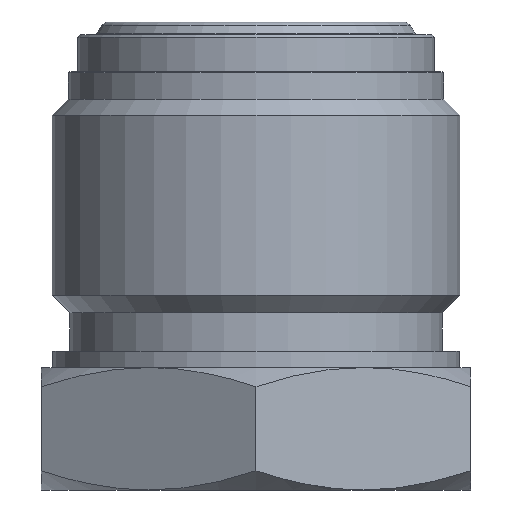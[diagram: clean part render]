
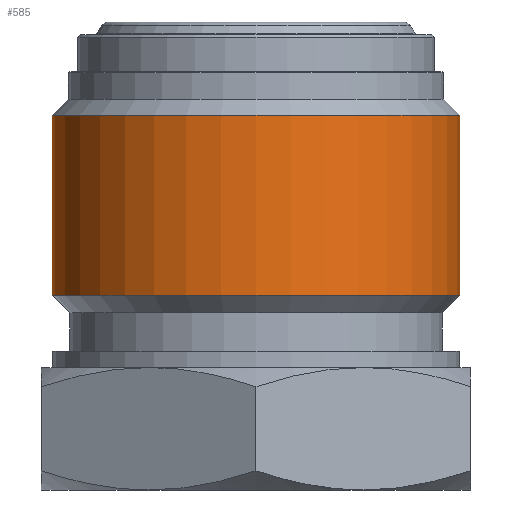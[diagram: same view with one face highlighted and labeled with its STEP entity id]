
A CAD part, front view. The second image highlights one B-rep face of the part: STEP entity #585.
In plain terms, the highlighted cylindrical face has radius 15.8 mm (diameter 31.6 mm), a full revolution.
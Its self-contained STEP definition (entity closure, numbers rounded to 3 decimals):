
#61=CYLINDRICAL_SURFACE('',#688,15.8);
#94=FACE_OUTER_BOUND('',#135,.T.);
#135=EDGE_LOOP('',(#489,#490,#491,#492,#493,#494));
#159=LINE('',#1094,#177);
#177=VECTOR('',#859,15.8);
#192=CIRCLE('',#634,15.8);
#195=CIRCLE('',#637,15.8);
#202=CIRCLE('',#651,15.8);
#203=CIRCLE('',#652,15.8);
#236=VERTEX_POINT('',#918);
#237=VERTEX_POINT('',#919);
#252=VERTEX_POINT('',#988);
#253=VERTEX_POINT('',#990);
#293=EDGE_CURVE('',#236,#237,#192,.T.);
#297=EDGE_CURVE('',#237,#236,#195,.T.);
#317=EDGE_CURVE('',#253,#252,#202,.T.);
#318=EDGE_CURVE('',#252,#253,#203,.T.);
#357=EDGE_CURVE('',#253,#237,#159,.T.);
#489=ORIENTED_EDGE('',*,*,#317,.T.);
#490=ORIENTED_EDGE('',*,*,#318,.T.);
#491=ORIENTED_EDGE('',*,*,#357,.T.);
#492=ORIENTED_EDGE('',*,*,#297,.T.);
#493=ORIENTED_EDGE('',*,*,#293,.T.);
#494=ORIENTED_EDGE('',*,*,#357,.F.);
#585=ADVANCED_FACE('',(#94),#61,.T.);
#634=AXIS2_PLACEMENT_3D('',#920,#740,#741);
#637=AXIS2_PLACEMENT_3D('',#926,#747,#748);
#651=AXIS2_PLACEMENT_3D('',#991,#776,#777);
#652=AXIS2_PLACEMENT_3D('',#992,#778,#779);
#688=AXIS2_PLACEMENT_3D('',#1093,#857,#858);
#740=DIRECTION('center_axis',(0.,0.,1.));
#741=DIRECTION('ref_axis',(1.,0.,0.));
#747=DIRECTION('center_axis',(0.,0.,1.));
#748=DIRECTION('ref_axis',(1.,0.,0.));
#776=DIRECTION('center_axis',(0.,0.,-1.));
#777=DIRECTION('ref_axis',(1.,0.,0.));
#778=DIRECTION('center_axis',(0.,0.,-1.));
#779=DIRECTION('ref_axis',(1.,0.,0.));
#857=DIRECTION('center_axis',(0.,0.,1.));
#858=DIRECTION('ref_axis',(1.,0.,0.));
#859=DIRECTION('',(0.,0.,-1.));
#918=CARTESIAN_POINT('',(0.,-15.8,15.1));
#919=CARTESIAN_POINT('',(-15.8,0.,15.1));
#920=CARTESIAN_POINT('Origin',(0.,0.,15.1));
#926=CARTESIAN_POINT('Origin',(0.,0.,15.1));
#988=CARTESIAN_POINT('',(0.,-15.8,29.05));
#990=CARTESIAN_POINT('',(-15.8,0.,29.05));
#991=CARTESIAN_POINT('Origin',(0.,0.,29.05));
#992=CARTESIAN_POINT('Origin',(0.,0.,29.05));
#1093=CARTESIAN_POINT('Origin',(0.,0.,13.75));
#1094=CARTESIAN_POINT('',(-15.8,0.,13.75));
